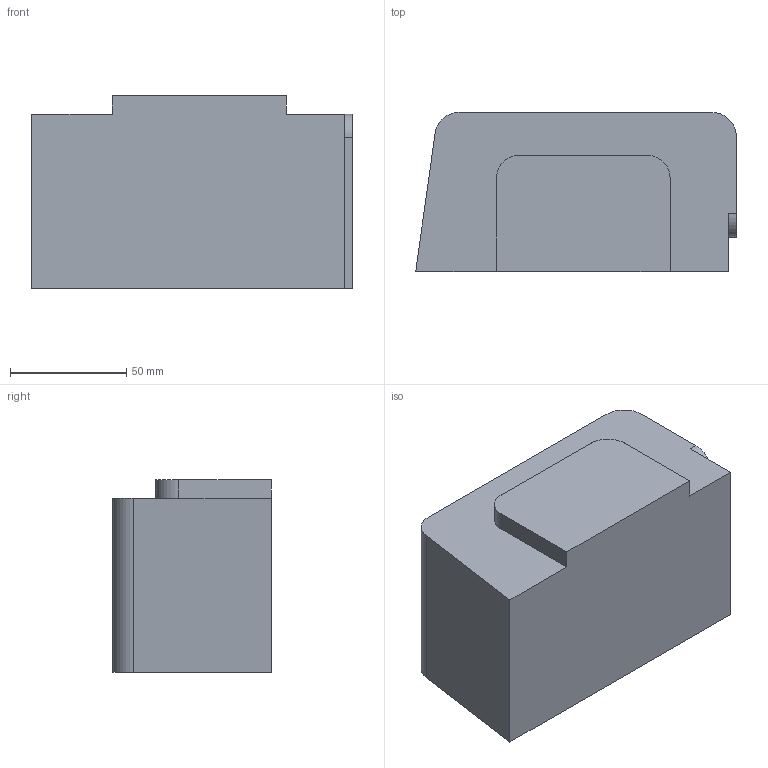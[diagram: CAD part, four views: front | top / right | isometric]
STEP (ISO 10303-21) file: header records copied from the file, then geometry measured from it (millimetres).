
FILE_DESCRIPTION((''),'2;1');
FILE_NAME('OPTO_BEND_JIG_UPPER_GUIDE','2006-07-31T',('ericcan'),('Lawrence Berkeley National Lab'),'PRO/ENGINEER BY PARAMETRIC TECHNOLOGY CORPORATION, 2004280','PRO/ENGINEER BY PARAMETRIC TECHNOLOGY CORPORATION, 2004280','');
FILE_SCHEMA(('CONFIG_CONTROL_DESIGN'));
Length unit declared in the file: millimetre
Products named in the file (1): OPTO_BEND_JIG_UPPER_GUIDE
Bounding box: 138.13 x 68.5 x 83 mm (x, y, z)
Volume: 707529.7 mm3; surface area: 49737.2 mm2
Topology: 1 solids, 1 shells, 17 faces, 45 edges, 30 vertices
Faces by surface type: plane 12, cylinder 5
Entity records: 567 total; most frequent: CARTESIAN_POINT 92, ORIENTED_EDGE 90, DIRECTION 89, EDGE_CURVE 45, VECTOR 35, LINE 35, VERTEX_POINT 30, AXIS2_PLACEMENT_3D 27
